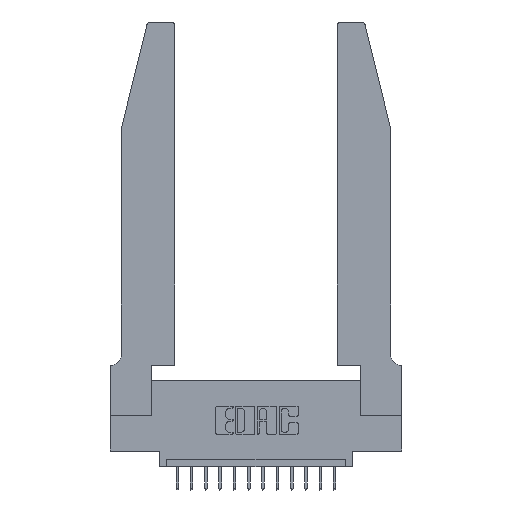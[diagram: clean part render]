
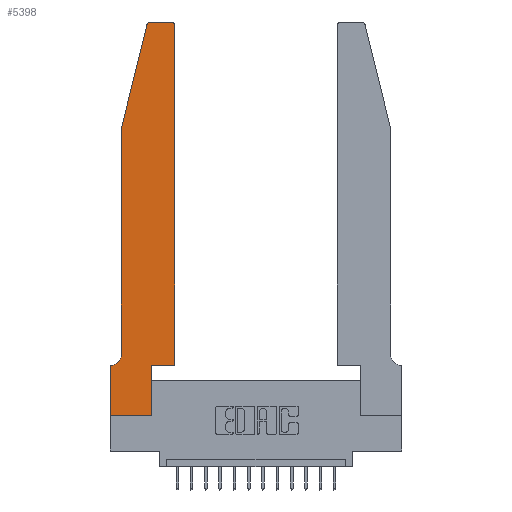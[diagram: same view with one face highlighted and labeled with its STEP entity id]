
A CAD part, top view. The second image highlights one B-rep face of the part: STEP entity #5398.
In plain terms, the highlighted planar face has unit normal (0, 0, 1).
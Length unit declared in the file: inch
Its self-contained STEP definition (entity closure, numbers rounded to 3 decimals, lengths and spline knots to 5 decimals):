
#54 = ORIENTED_EDGE ( 'NONE', *, *, #6426, .T. ) ;
#347 = CARTESIAN_POINT ( 'NONE',  ( 0.25487, 2.72718, 0.37 ) ) ;
#717 = CARTESIAN_POINT ( 'NONE',  ( 0.4505, 0.35, 0.37 ) ) ;
#935 = VERTEX_POINT ( 'NONE', #11700 ) ;
#1288 = ORIENTED_EDGE ( 'NONE', *, *, #9895, .T. ) ;
#1310 = DIRECTION ( 'NONE',  ( -1., 0., 0. ) ) ;
#1317 = ORIENTED_EDGE ( 'NONE', *, *, #3403, .T. ) ;
#1325 = CIRCLE ( 'NONE', #4608, 0.03 ) ;
#1797 = DIRECTION ( 'NONE',  ( 1., 0., 0. ) ) ;
#2338 = DIRECTION ( 'NONE',  ( 0., 0., 1. ) ) ;
#2392 = DIRECTION ( 'NONE',  ( 0., 0., 1. ) ) ;
#2412 = VERTEX_POINT ( 'NONE', #15595 ) ;
#2461 = CARTESIAN_POINT ( 'NONE',  ( 0.4205, 2.72, 0.37 ) ) ;
#2722 = CARTESIAN_POINT ( 'NONE',  ( 0.2865, 0.35, 0.37 ) ) ;
#2813 = LINE ( 'NONE', #13806, #11098 ) ;
#2861 = ORIENTED_EDGE ( 'NONE', *, *, #3079, .T. ) ;
#3079 = EDGE_CURVE ( 'NONE', #13062, #4588, #2813, .T. ) ;
#3263 = ORIENTED_EDGE ( 'NONE', *, *, #12999, .T. ) ;
#3344 = LINE ( 'NONE', #7876, #13565 ) ;
#3403 = EDGE_CURVE ( 'NONE', #8647, #7993, #15001, .T. ) ;
#3449 = DIRECTION ( 'NONE',  ( -0.239, -0.971, 0. ) ) ;
#3690 = DIRECTION ( 'NONE',  ( 0., 0., -1. ) ) ;
#3806 = VECTOR ( 'NONE', #6825, 39.37008 ) ;
#3919 = DIRECTION ( 'NONE',  ( 0., -1., 0. ) ) ;
#4588 = VERTEX_POINT ( 'NONE', #7926 ) ;
#4608 = AXIS2_PLACEMENT_3D ( 'NONE', #2461, #2338, #10690 ) ;
#5323 = DIRECTION ( 'NONE',  ( -1., 0., 0. ) ) ;
#5398 = ADVANCED_FACE ( 'NONE', ( #8398 ), #6680, .T. ) ;
#5689 = VERTEX_POINT ( 'NONE', #15552 ) ;
#5854 = CARTESIAN_POINT ( 'NONE',  ( 0.0755, 0.42, 0.37 ) ) ;
#6304 = ORIENTED_EDGE ( 'NONE', *, *, #10584, .T. ) ;
#6426 = EDGE_CURVE ( 'NONE', #4588, #17993, #17098, .T. ) ;
#6456 = DIRECTION ( 'NONE',  ( 0., 1., 0. ) ) ;
#6459 = CARTESIAN_POINT ( 'NONE',  ( 0.4505, 0.35, 0.37 ) ) ;
#6611 = CARTESIAN_POINT ( 'NONE',  ( 0., 0.35, 0.37 ) ) ;
#6666 = VECTOR ( 'NONE', #14667, 39.37008 ) ;
#6680 = PLANE ( 'NONE',  #12051 ) ;
#6794 = VERTEX_POINT ( 'NONE', #12161 ) ;
#6825 = DIRECTION ( 'NONE',  ( 0., -1., 0. ) ) ;
#7483 = CARTESIAN_POINT ( 'NONE',  ( 0.284, 2.72, 0.37 ) ) ;
#7632 = ORIENTED_EDGE ( 'NONE', *, *, #16682, .T. ) ;
#7876 = CARTESIAN_POINT ( 'NONE',  ( 0.0755, 0.35, 0.37 ) ) ;
#7926 = CARTESIAN_POINT ( 'NONE',  ( 0.284, 2.75, 0.37 ) ) ;
#7993 = VERTEX_POINT ( 'NONE', #17420 ) ;
#8073 = CARTESIAN_POINT ( 'NONE',  ( 0., 0., 0.37 ) ) ;
#8126 = VECTOR ( 'NONE', #17793, 39.37008 ) ;
#8197 = VERTEX_POINT ( 'NONE', #16578 ) ;
#8203 = CARTESIAN_POINT ( 'NONE',  ( 0., 0., 0.37 ) ) ;
#8398 = FACE_OUTER_BOUND ( 'NONE', #12439, .T. ) ;
#8647 = VERTEX_POINT ( 'NONE', #5854 ) ;
#8837 = LINE ( 'NONE', #2722, #15794 ) ;
#8871 = CARTESIAN_POINT ( 'NONE',  ( 0.0755, 2., 0.37 ) ) ;
#8959 = VECTOR ( 'NONE', #3449, 39.37008 ) ;
#8975 = CARTESIAN_POINT ( 'NONE',  ( 0.0755, 2., 0.37 ) ) ;
#9236 = VERTEX_POINT ( 'NONE', #6459 ) ;
#9243 = DIRECTION ( 'NONE',  ( -1., 0., 0. ) ) ;
#9244 = VECTOR ( 'NONE', #3919, 39.37008 ) ;
#9358 = DIRECTION ( 'NONE',  ( 0., 1., 0. ) ) ;
#9398 = VECTOR ( 'NONE', #9358, 39.37008 ) ;
#9695 = ORIENTED_EDGE ( 'NONE', *, *, #15848, .T. ) ;
#9895 = EDGE_CURVE ( 'NONE', #935, #6794, #8837, .T. ) ;
#10255 = EDGE_CURVE ( 'NONE', #8197, #15209, #11424, .T. ) ;
#10481 = ORIENTED_EDGE ( 'NONE', *, *, #14802, .T. ) ;
#10584 = EDGE_CURVE ( 'NONE', #2412, #8647, #14230, .T. ) ;
#10690 = DIRECTION ( 'NONE',  ( 1., 0., 0. ) ) ;
#11098 = VECTOR ( 'NONE', #1310, 39.37008 ) ;
#11228 = LINE ( 'NONE', #717, #6666 ) ;
#11335 = AXIS2_PLACEMENT_3D ( 'NONE', #7483, #13194, #1797 ) ;
#11424 = LINE ( 'NONE', #16672, #3806 ) ;
#11590 = LINE ( 'NONE', #8073, #8126 ) ;
#11700 = CARTESIAN_POINT ( 'NONE',  ( 0.2865, 0., 0.37 ) ) ;
#12042 = CARTESIAN_POINT ( 'NONE',  ( 0.0055, 0.42, 0.37 ) ) ;
#12051 = AXIS2_PLACEMENT_3D ( 'NONE', #6611, #2392, #16396 ) ;
#12161 = CARTESIAN_POINT ( 'NONE',  ( 0.2865, 0.35, 0.37 ) ) ;
#12439 = EDGE_LOOP ( 'NONE', ( #2861, #54, #3263, #6304, #1317, #9695, #16149, #7632, #1288, #10481, #16812, #13437 ) ) ;
#12999 = EDGE_CURVE ( 'NONE', #17993, #2412, #16364, .T. ) ;
#13062 = VERTEX_POINT ( 'NONE', #14502 ) ;
#13194 = DIRECTION ( 'NONE',  ( 0., 0., 1. ) ) ;
#13293 = CARTESIAN_POINT ( 'NONE',  ( 0.4505, 0.35, 0.37 ) ) ;
#13437 = ORIENTED_EDGE ( 'NONE', *, *, #17336, .T. ) ;
#13565 = VECTOR ( 'NONE', #5323, 39.37008 ) ;
#13806 = CARTESIAN_POINT ( 'NONE',  ( 0.2605, 2.75, 0.37 ) ) ;
#14230 = LINE ( 'NONE', #8975, #9244 ) ;
#14502 = CARTESIAN_POINT ( 'NONE',  ( 0.4205, 2.75, 0.37 ) ) ;
#14667 = DIRECTION ( 'NONE',  ( 1., 0., 0. ) ) ;
#14802 = EDGE_CURVE ( 'NONE', #6794, #9236, #11228, .T. ) ;
#15001 = CIRCLE ( 'NONE', #17015, 0.07 ) ;
#15209 = VERTEX_POINT ( 'NONE', #8203 ) ;
#15552 = CARTESIAN_POINT ( 'NONE',  ( 0.4505, 2.72, 0.37 ) ) ;
#15595 = CARTESIAN_POINT ( 'NONE',  ( 0.0755, 2., 0.37 ) ) ;
#15794 = VECTOR ( 'NONE', #6456, 39.37008 ) ;
#15848 = EDGE_CURVE ( 'NONE', #7993, #8197, #3344, .T. ) ;
#16149 = ORIENTED_EDGE ( 'NONE', *, *, #10255, .T. ) ;
#16364 = LINE ( 'NONE', #8871, #8959 ) ;
#16396 = DIRECTION ( 'NONE',  ( 1., 0., 0. ) ) ;
#16578 = CARTESIAN_POINT ( 'NONE',  ( 0., 0.35, 0.37 ) ) ;
#16672 = CARTESIAN_POINT ( 'NONE',  ( 0., 0., 0.37 ) ) ;
#16682 = EDGE_CURVE ( 'NONE', #15209, #935, #11590, .T. ) ;
#16812 = ORIENTED_EDGE ( 'NONE', *, *, #17362, .T. ) ;
#17015 = AXIS2_PLACEMENT_3D ( 'NONE', #12042, #3690, #9243 ) ;
#17098 = CIRCLE ( 'NONE', #11335, 0.03 ) ;
#17336 = EDGE_CURVE ( 'NONE', #5689, #13062, #1325, .T. ) ;
#17362 = EDGE_CURVE ( 'NONE', #9236, #5689, #17866, .T. ) ;
#17420 = CARTESIAN_POINT ( 'NONE',  ( 0.0055, 0.35, 0.37 ) ) ;
#17793 = DIRECTION ( 'NONE',  ( 1., 0., 0. ) ) ;
#17866 = LINE ( 'NONE', #13293, #9398 ) ;
#17993 = VERTEX_POINT ( 'NONE', #347 ) ;
